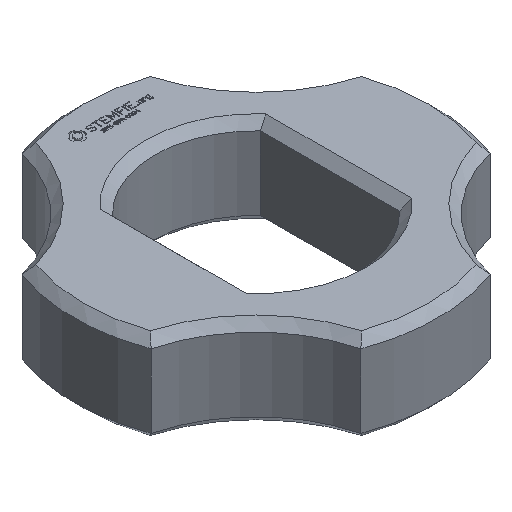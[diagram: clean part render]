
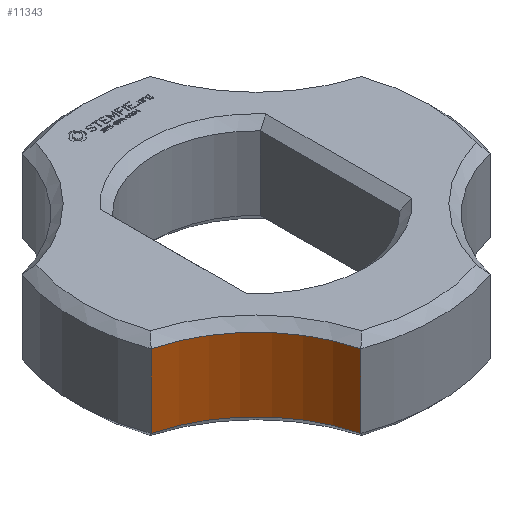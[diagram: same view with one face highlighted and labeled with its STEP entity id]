
A CAD part, isometric view. The second image highlights one B-rep face of the part: STEP entity #11343.
In plain terms, the highlighted cylindrical face has radius 5 mm (diameter 10 mm), a partial arc.
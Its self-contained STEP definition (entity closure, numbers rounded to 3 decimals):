
#189 = CYLINDRICAL_SURFACE('',#190,6.25);
#190 = AXIS2_PLACEMENT_3D('',#191,#192,#193);
#191 = CARTESIAN_POINT('',(0.,0.,0.));
#192 = DIRECTION('',(-0.,-0.,-1.));
#193 = DIRECTION('',(1.,0.,0.));
#625 = EDGE_CURVE('',#626,#628,#630,.T.);
#626 = VERTEX_POINT('',#627);
#627 = CARTESIAN_POINT('',(-2.225,-5.841,0.3));
#628 = VERTEX_POINT('',#629);
#629 = CARTESIAN_POINT('',(-2.225,-5.841,2.825));
#630 = SURFACE_CURVE('',#631,(#635,#642),.PCURVE_S1.);
#631 = LINE('',#632,#633);
#632 = CARTESIAN_POINT('',(-2.225,-5.841,0.));
#633 = VECTOR('',#634,1.);
#634 = DIRECTION('',(0.,0.,1.));
#635 = PCURVE('',#189,#636);
#636 = DEFINITIONAL_REPRESENTATION('',(#637),#641);
#637 = LINE('',#638,#639);
#638 = CARTESIAN_POINT('',(-4.348,0.));
#639 = VECTOR('',#640,1.);
#640 = DIRECTION('',(-0.,-1.));
#641 = ( GEOMETRIC_REPRESENTATION_CONTEXT(2) 
PARAMETRIC_REPRESENTATION_CONTEXT() REPRESENTATION_CONTEXT('2D SPACE',''
  ) );
#642 = PCURVE('',#643,#648);
#643 = CYLINDRICAL_SURFACE('',#644,5.);
#644 = AXIS2_PLACEMENT_3D('',#645,#646,#647);
#645 = CARTESIAN_POINT('',(-7.071,-7.071,0.));
#646 = DIRECTION('',(-0.,-0.,-1.));
#647 = DIRECTION('',(1.,0.,0.));
#648 = DEFINITIONAL_REPRESENTATION('',(#649),#653);
#649 = LINE('',#650,#651);
#650 = CARTESIAN_POINT('',(-0.249,0.));
#651 = VECTOR('',#652,1.);
#652 = DIRECTION('',(-0.,-1.));
#653 = ( GEOMETRIC_REPRESENTATION_CONTEXT(2) 
PARAMETRIC_REPRESENTATION_CONTEXT() REPRESENTATION_CONTEXT('2D SPACE',''
  ) );
#832 = CONICAL_SURFACE('',#833,5.,0.785);
#833 = AXIS2_PLACEMENT_3D('',#834,#835,#836);
#834 = CARTESIAN_POINT('',(-7.071,-7.071,0.3));
#835 = DIRECTION('',(-0.,-0.,-1.));
#836 = DIRECTION('',(0.969,0.246,0.));
#1149 = CONICAL_SURFACE('',#1150,5.,0.785);
#1150 = AXIS2_PLACEMENT_3D('',#1151,#1152,#1153);
#1151 = CARTESIAN_POINT('',(-7.071,-7.071,2.825));
#1152 = DIRECTION('',(0.,0.,1.));
#1153 = DIRECTION('',(0.969,0.246,0.));
#11343 = ADVANCED_FACE('',(#11344),#643,.F.);
#11344 = FACE_BOUND('',#11345,.T.);
#11345 = EDGE_LOOP('',(#11346,#11347,#11371,#11399));
#11346 = ORIENTED_EDGE('',*,*,#625,.T.);
#11347 = ORIENTED_EDGE('',*,*,#11348,.T.);
#11348 = EDGE_CURVE('',#628,#11349,#11351,.T.);
#11349 = VERTEX_POINT('',#11350);
#11350 = CARTESIAN_POINT('',(-5.841,-2.225,2.825));
#11351 = SURFACE_CURVE('',#11352,(#11357,#11364),.PCURVE_S1.);
#11352 = CIRCLE('',#11353,5.);
#11353 = AXIS2_PLACEMENT_3D('',#11354,#11355,#11356);
#11354 = CARTESIAN_POINT('',(-7.071,-7.071,2.825));
#11355 = DIRECTION('',(0.,-0.,1.));
#11356 = DIRECTION('',(0.969,0.246,0.));
#11357 = PCURVE('',#643,#11358);
#11358 = DEFINITIONAL_REPRESENTATION('',(#11359),#11363);
#11359 = LINE('',#11360,#11361);
#11360 = CARTESIAN_POINT('',(-0.249,-2.825));
#11361 = VECTOR('',#11362,1.);
#11362 = DIRECTION('',(-1.,0.));
#11363 = ( GEOMETRIC_REPRESENTATION_CONTEXT(2) 
PARAMETRIC_REPRESENTATION_CONTEXT() REPRESENTATION_CONTEXT('2D SPACE',''
  ) );
#11364 = PCURVE('',#1149,#11365);
#11365 = DEFINITIONAL_REPRESENTATION('',(#11366),#11370);
#11366 = LINE('',#11367,#11368);
#11367 = CARTESIAN_POINT('',(0.,0.));
#11368 = VECTOR('',#11369,1.);
#11369 = DIRECTION('',(1.,0.));
#11370 = ( GEOMETRIC_REPRESENTATION_CONTEXT(2) 
PARAMETRIC_REPRESENTATION_CONTEXT() REPRESENTATION_CONTEXT('2D SPACE',''
  ) );
#11371 = ORIENTED_EDGE('',*,*,#11372,.F.);
#11372 = EDGE_CURVE('',#11373,#11349,#11375,.T.);
#11373 = VERTEX_POINT('',#11374);
#11374 = CARTESIAN_POINT('',(-5.841,-2.225,0.3));
#11375 = SURFACE_CURVE('',#11376,(#11380,#11387),.PCURVE_S1.);
#11376 = LINE('',#11377,#11378);
#11377 = CARTESIAN_POINT('',(-5.841,-2.225,0.));
#11378 = VECTOR('',#11379,1.);
#11379 = DIRECTION('',(0.,0.,1.));
#11380 = PCURVE('',#643,#11381);
#11381 = DEFINITIONAL_REPRESENTATION('',(#11382),#11386);
#11382 = LINE('',#11383,#11384);
#11383 = CARTESIAN_POINT('',(-1.322,0.));
#11384 = VECTOR('',#11385,1.);
#11385 = DIRECTION('',(-0.,-1.));
#11386 = ( GEOMETRIC_REPRESENTATION_CONTEXT(2) 
PARAMETRIC_REPRESENTATION_CONTEXT() REPRESENTATION_CONTEXT('2D SPACE',''
  ) );
#11387 = PCURVE('',#11388,#11393);
#11388 = CYLINDRICAL_SURFACE('',#11389,6.25);
#11389 = AXIS2_PLACEMENT_3D('',#11390,#11391,#11392);
#11390 = CARTESIAN_POINT('',(0.,0.,0.));
#11391 = DIRECTION('',(-0.,-0.,-1.));
#11392 = DIRECTION('',(1.,0.,0.));
#11393 = DEFINITIONAL_REPRESENTATION('',(#11394),#11398);
#11394 = LINE('',#11395,#11396);
#11395 = CARTESIAN_POINT('',(-3.506,0.));
#11396 = VECTOR('',#11397,1.);
#11397 = DIRECTION('',(-0.,-1.));
#11398 = ( GEOMETRIC_REPRESENTATION_CONTEXT(2) 
PARAMETRIC_REPRESENTATION_CONTEXT() REPRESENTATION_CONTEXT('2D SPACE',''
  ) );
#11399 = ORIENTED_EDGE('',*,*,#11400,.F.);
#11400 = EDGE_CURVE('',#626,#11373,#11401,.T.);
#11401 = SURFACE_CURVE('',#11402,(#11407,#11414),.PCURVE_S1.);
#11402 = CIRCLE('',#11403,5.);
#11403 = AXIS2_PLACEMENT_3D('',#11404,#11405,#11406);
#11404 = CARTESIAN_POINT('',(-7.071,-7.071,0.3));
#11405 = DIRECTION('',(0.,-0.,1.));
#11406 = DIRECTION('',(0.969,0.246,0.));
#11407 = PCURVE('',#643,#11408);
#11408 = DEFINITIONAL_REPRESENTATION('',(#11409),#11413);
#11409 = LINE('',#11410,#11411);
#11410 = CARTESIAN_POINT('',(-0.249,-0.3));
#11411 = VECTOR('',#11412,1.);
#11412 = DIRECTION('',(-1.,0.));
#11413 = ( GEOMETRIC_REPRESENTATION_CONTEXT(2) 
PARAMETRIC_REPRESENTATION_CONTEXT() REPRESENTATION_CONTEXT('2D SPACE',''
  ) );
#11414 = PCURVE('',#832,#11415);
#11415 = DEFINITIONAL_REPRESENTATION('',(#11416),#11420);
#11416 = LINE('',#11417,#11418);
#11417 = CARTESIAN_POINT('',(-0.,0.));
#11418 = VECTOR('',#11419,1.);
#11419 = DIRECTION('',(-1.,0.));
#11420 = ( GEOMETRIC_REPRESENTATION_CONTEXT(2) 
PARAMETRIC_REPRESENTATION_CONTEXT() REPRESENTATION_CONTEXT('2D SPACE',''
  ) );
